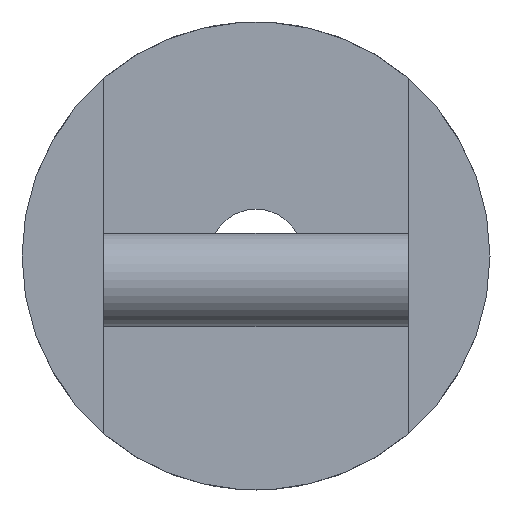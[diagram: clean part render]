
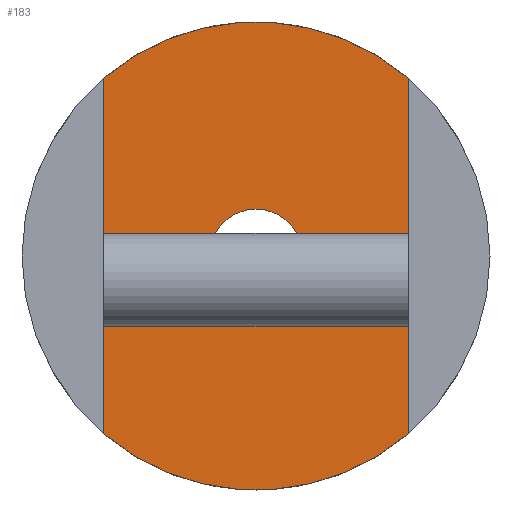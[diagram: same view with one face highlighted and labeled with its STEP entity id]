
A CAD part, front view. The second image highlights one B-rep face of the part: STEP entity #183.
In plain terms, the highlighted planar face has unit normal (0, -1, 0).
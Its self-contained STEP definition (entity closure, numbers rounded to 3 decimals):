
#15=FACE_BOUND('',#36,.T.);
#19=PLANE('',#216);
#26=FACE_OUTER_BOUND('',#35,.T.);
#35=EDGE_LOOP('',(#145,#146,#147,#148));
#36=EDGE_LOOP('',(#149));
#45=LINE('',#306,#58);
#53=LINE('',#320,#66);
#58=VECTOR('',#247,10.);
#66=VECTOR('',#257,10.);
#73=CIRCLE('',#217,50.);
#74=CIRCLE('',#218,50.);
#75=CIRCLE('',#219,10.);
#86=VERTEX_POINT('',#302);
#88=VERTEX_POINT('',#305);
#91=VERTEX_POINT('',#313);
#93=VERTEX_POINT('',#318);
#94=VERTEX_POINT('',#324);
#105=EDGE_CURVE('',#86,#88,#45,.T.);
#113=EDGE_CURVE('',#93,#91,#53,.T.);
#114=EDGE_CURVE('',#91,#86,#73,.T.);
#115=EDGE_CURVE('',#88,#93,#74,.T.);
#116=EDGE_CURVE('',#94,#94,#75,.T.);
#145=ORIENTED_EDGE('',*,*,#114,.F.);
#146=ORIENTED_EDGE('',*,*,#113,.F.);
#147=ORIENTED_EDGE('',*,*,#115,.F.);
#148=ORIENTED_EDGE('',*,*,#105,.F.);
#149=ORIENTED_EDGE('',*,*,#116,.F.);
#183=ADVANCED_FACE('',(#26,#15),#19,.F.);
#216=AXIS2_PLACEMENT_3D('',#321,#258,#259);
#217=AXIS2_PLACEMENT_3D('',#322,#260,#261);
#218=AXIS2_PLACEMENT_3D('',#323,#262,#263);
#219=AXIS2_PLACEMENT_3D('',#325,#264,#265);
#247=DIRECTION('',(0.,0.,-1.));
#257=DIRECTION('',(0.,0.,1.));
#258=DIRECTION('center_axis',(0.,1.,0.));
#259=DIRECTION('ref_axis',(0.,0.,1.));
#260=DIRECTION('center_axis',(0.,1.,0.));
#261=DIRECTION('ref_axis',(-1.,0.,0.));
#262=DIRECTION('center_axis',(0.,1.,0.));
#263=DIRECTION('ref_axis',(-1.,0.,0.));
#264=DIRECTION('center_axis',(0.,-1.,0.));
#265=DIRECTION('ref_axis',(1.,0.,0.));
#302=CARTESIAN_POINT('',(32.5,60.,37.997));
#305=CARTESIAN_POINT('',(32.5,60.,-37.997));
#306=CARTESIAN_POINT('',(32.5,60.,-56.897));
#313=CARTESIAN_POINT('',(-32.5,60.,37.997));
#318=CARTESIAN_POINT('',(-32.5,60.,-37.997));
#320=CARTESIAN_POINT('',(-32.5,60.,56.897));
#321=CARTESIAN_POINT('Origin',(0.,60.,0.));
#322=CARTESIAN_POINT('Origin',(0.,60.,0.));
#323=CARTESIAN_POINT('Origin',(0.,60.,0.));
#324=CARTESIAN_POINT('',(-10.,60.,0.));
#325=CARTESIAN_POINT('Origin',(0.,60.,0.));
